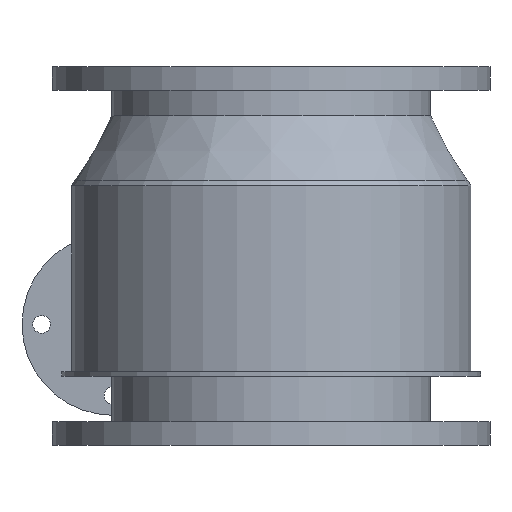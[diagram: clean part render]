
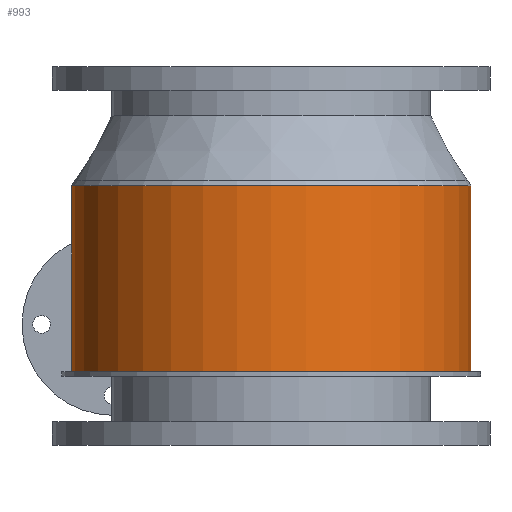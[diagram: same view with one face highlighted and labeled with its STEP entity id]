
A CAD part, left-side view. The second image highlights one B-rep face of the part: STEP entity #993.
In plain terms, the highlighted cylindrical face has radius 203 mm (diameter 406 mm), a full revolution.
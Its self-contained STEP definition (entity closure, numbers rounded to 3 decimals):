
#173=FACE_BOUND('',#420,.T.);
#237=FACE_OUTER_BOUND('',#419,.T.);
#419=EDGE_LOOP('',(#882));
#420=EDGE_LOOP('',(#883));
#511=CIRCLE('',#1154,203.);
#513=CIRCLE('',#1158,203.);
#604=VERTEX_POINT('',#1856);
#606=VERTEX_POINT('',#1862);
#697=EDGE_CURVE('',#604,#604,#511,.T.);
#699=EDGE_CURVE('',#606,#606,#513,.T.);
#882=ORIENTED_EDGE('',*,*,#697,.F.);
#883=ORIENTED_EDGE('',*,*,#699,.F.);
#930=CYLINDRICAL_SURFACE('',#1157,203.);
#993=ADVANCED_FACE('',(#237,#173),#930,.T.);
#1154=AXIS2_PLACEMENT_3D('',#1857,#1460,#1461);
#1157=AXIS2_PLACEMENT_3D('',#1861,#1466,#1467);
#1158=AXIS2_PLACEMENT_3D('',#1863,#1468,#1469);
#1460=DIRECTION('center_axis',(0.,0.,1.));
#1461=DIRECTION('ref_axis',(-1.,0.,0.));
#1466=DIRECTION('center_axis',(0.,0.,1.));
#1467=DIRECTION('ref_axis',(-1.,0.,0.));
#1468=DIRECTION('center_axis',(0.,0.,-1.));
#1469=DIRECTION('ref_axis',(-1.,0.,0.));
#1856=CARTESIAN_POINT('',(203.,0.,189.));
#1857=CARTESIAN_POINT('Origin',(0.,0.,189.));
#1861=CARTESIAN_POINT('Origin',(0.,0.,0.));
#1862=CARTESIAN_POINT('',(203.,0.,0.));
#1863=CARTESIAN_POINT('Origin',(0.,0.,0.));
